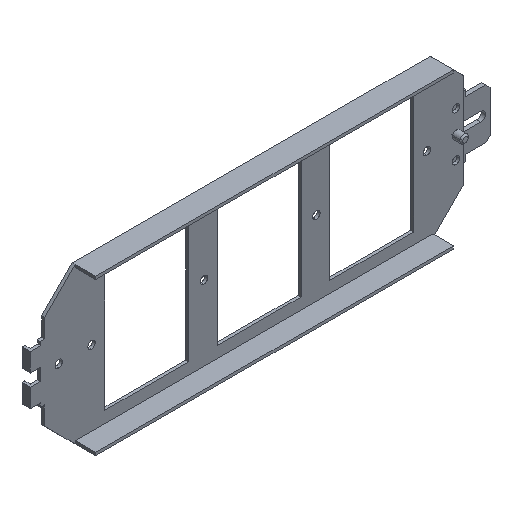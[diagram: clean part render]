
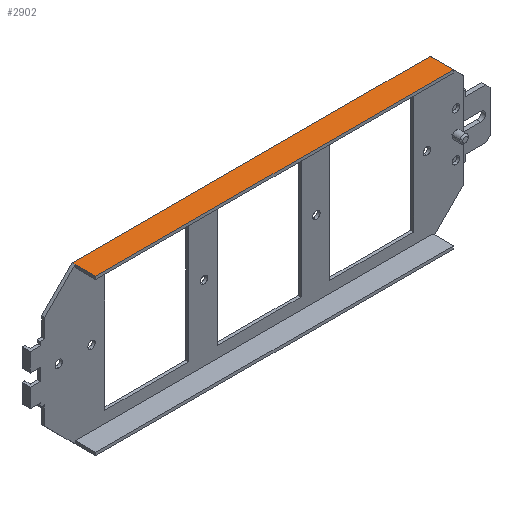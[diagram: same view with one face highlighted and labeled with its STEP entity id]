
A CAD part, isometric view. The second image highlights one B-rep face of the part: STEP entity #2902.
In plain terms, the highlighted planar face has unit normal (0, 0, 1).
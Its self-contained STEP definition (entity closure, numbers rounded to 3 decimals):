
#1445=DIRECTION('',(-1.,0.,0.));
#1446=VECTOR('',#1445,175.);
#1447=CARTESIAN_POINT('',(190.,0.,38.));
#1448=LINE('',#1447,#1446);
#1853=DIRECTION('',(0.,-1.,0.));
#1854=VECTOR('',#1853,1.4);
#1855=CARTESIAN_POINT('',(190.,0.,38.));
#1856=LINE('',#1855,#1854);
#1865=DIRECTION('',(0.,-1.,0.));
#1866=VECTOR('',#1865,10.);
#1867=CARTESIAN_POINT('',(15.,-1.4,38.));
#1868=LINE('',#1867,#1866);
#1877=DIRECTION('',(1.,0.,0.));
#1878=VECTOR('',#1877,175.);
#1879=CARTESIAN_POINT('',(15.,-11.4,38.));
#1880=LINE('',#1879,#1878);
#1889=DIRECTION('',(0.,1.,0.));
#1890=VECTOR('',#1889,10.);
#1891=CARTESIAN_POINT('',(190.,-11.4,38.));
#1892=LINE('',#1891,#1890);
#1901=DIRECTION('',(0.,-1.,0.));
#1902=VECTOR('',#1901,1.4);
#1903=CARTESIAN_POINT('',(15.,0.,38.));
#1904=LINE('',#1903,#1902);
#2340=CARTESIAN_POINT('',(190.,-1.4,38.));
#2342=VERTEX_POINT('',#2340);
#2343=CARTESIAN_POINT('',(190.,0.,38.));
#2344=VERTEX_POINT('',#2343);
#2346=CARTESIAN_POINT('',(15.,-1.4,38.));
#2348=VERTEX_POINT('',#2346);
#2355=CARTESIAN_POINT('',(15.,0.,38.));
#2356=VERTEX_POINT('',#2355);
#2373=CARTESIAN_POINT('',(15.,-11.4,38.));
#2375=VERTEX_POINT('',#2373);
#2377=CARTESIAN_POINT('',(190.,-11.4,38.));
#2379=VERTEX_POINT('',#2377);
#2885=CARTESIAN_POINT('',(0.,-11.4,38.));
#2886=DIRECTION('',(0.,0.,1.));
#2887=DIRECTION('',(0.,-1.,0.));
#2888=AXIS2_PLACEMENT_3D('',#2885,#2886,#2887);
#2889=PLANE('',#2888);
#2891=ORIENTED_EDGE('',*,*,#2890,.F.);
#2893=ORIENTED_EDGE('',*,*,#2892,.F.);
#2894=ORIENTED_EDGE('',*,*,#2416,.F.);
#2895=ORIENTED_EDGE('',*,*,#2878,.T.);
#2897=ORIENTED_EDGE('',*,*,#2896,.F.);
#2899=ORIENTED_EDGE('',*,*,#2898,.F.);
#2900=EDGE_LOOP('',(#2891,#2893,#2894,#2895,#2897,#2899));
#2901=FACE_OUTER_BOUND('',#2900,.F.);
#2902=ADVANCED_FACE('',(#2901),#2889,.T.);
#2416=EDGE_CURVE('',#2344,#2356,#1448,.T.);
#2878=EDGE_CURVE('',#2344,#2342,#1856,.T.);
#2890=EDGE_CURVE('',#2348,#2375,#1868,.T.);
#2892=EDGE_CURVE('',#2356,#2348,#1904,.T.);
#2896=EDGE_CURVE('',#2379,#2342,#1892,.T.);
#2898=EDGE_CURVE('',#2375,#2379,#1880,.T.);
